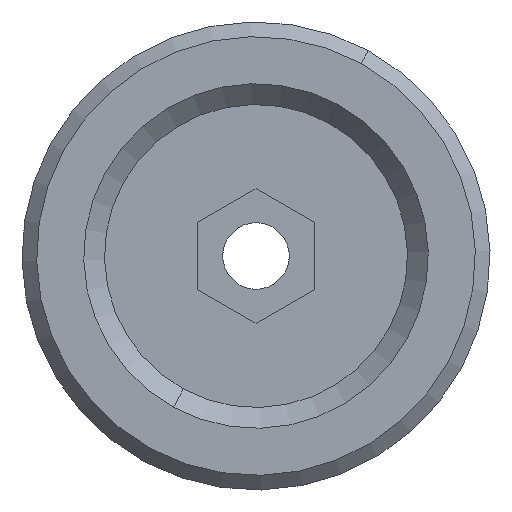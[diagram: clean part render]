
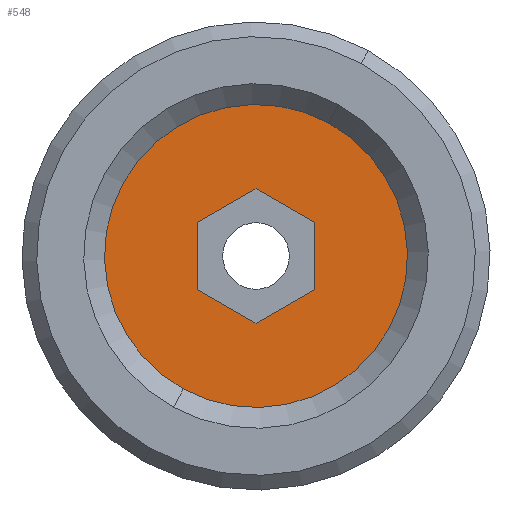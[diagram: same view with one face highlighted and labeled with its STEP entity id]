
A CAD part, front view. The second image highlights one B-rep face of the part: STEP entity #548.
In plain terms, the highlighted planar face has unit normal (0, -1, 0).
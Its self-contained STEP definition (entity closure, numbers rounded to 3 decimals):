
#127=CARTESIAN_POINT('Vertex',(3.491,-6.5,6.39)) ;
#130=CARTESIAN_POINT('Axis2P3D Location',(0.,-6.5,0.)) ;
#134=CARTESIAN_POINT('Vertex',(-3.491,-6.5,-6.39)) ;
#154=CARTESIAN_POINT('Axis2P3D Location',(0.,-6.5,0.)) ;
#489=CARTESIAN_POINT('Axis2P3D Location',(0.,-6.5,7.282)) ;
#498=CARTESIAN_POINT('Line Origine',(-1.4,-6.5,-2.425)) ;
#502=CARTESIAN_POINT('Vertex',(0.,-6.5,-3.233)) ;
#504=CARTESIAN_POINT('Vertex',(-2.8,-6.5,-1.617)) ;
#507=CARTESIAN_POINT('Line Origine',(-2.8,-6.5,0.)) ;
#511=CARTESIAN_POINT('Vertex',(-2.8,-6.5,1.617)) ;
#514=CARTESIAN_POINT('Line Origine',(-1.4,-6.5,2.425)) ;
#518=CARTESIAN_POINT('Vertex',(0.,-6.5,3.233)) ;
#521=CARTESIAN_POINT('Line Origine',(1.4,-6.5,2.425)) ;
#525=CARTESIAN_POINT('Vertex',(2.8,-6.5,1.617)) ;
#528=CARTESIAN_POINT('Line Origine',(2.8,-6.5,0.)) ;
#532=CARTESIAN_POINT('Vertex',(2.8,-6.5,-1.617)) ;
#535=CARTESIAN_POINT('Line Origine',(1.4,-6.5,-2.425)) ;
#131=DIRECTION('Axis2P3D Direction',(0.,-1.,-0.)) ;
#155=DIRECTION('Axis2P3D Direction',(0.,-1.,-0.)) ;
#490=DIRECTION('Axis2P3D Direction',(-0.,1.,0.)) ;
#491=DIRECTION('Axis2P3D XDirection',(1.,0.,0.)) ;
#499=DIRECTION('Vector Direction',(-0.866,0.,0.5)) ;
#508=DIRECTION('Vector Direction',(0.,0.,1.)) ;
#515=DIRECTION('Vector Direction',(0.866,0.,0.5)) ;
#522=DIRECTION('Vector Direction',(0.866,0.,-0.5)) ;
#529=DIRECTION('Vector Direction',(0.,0.,-1.)) ;
#536=DIRECTION('Vector Direction',(-0.866,0.,-0.5)) ;
#132=AXIS2_PLACEMENT_3D('Circle Axis2P3D',#130,#131,$) ;
#156=AXIS2_PLACEMENT_3D('Circle Axis2P3D',#154,#155,$) ;
#492=AXIS2_PLACEMENT_3D('Plane Axis2P3D',#489,#490,#491) ;
#495=ORIENTED_EDGE('',*,*,#136,.F.) ;
#496=ORIENTED_EDGE('',*,*,#158,.F.) ;
#541=ORIENTED_EDGE('',*,*,#506,.T.) ;
#542=ORIENTED_EDGE('',*,*,#513,.T.) ;
#543=ORIENTED_EDGE('',*,*,#520,.T.) ;
#544=ORIENTED_EDGE('',*,*,#527,.T.) ;
#545=ORIENTED_EDGE('',*,*,#534,.T.) ;
#546=ORIENTED_EDGE('',*,*,#539,.T.) ;
#547=FACE_BOUND('',#540,.T.) ;
#500=VECTOR('Line Direction',#499,1.) ;
#509=VECTOR('Line Direction',#508,1.) ;
#516=VECTOR('Line Direction',#515,1.) ;
#523=VECTOR('Line Direction',#522,1.) ;
#530=VECTOR('Line Direction',#529,1.) ;
#537=VECTOR('Line Direction',#536,1.) ;
#548=ADVANCED_FACE('Laufrad d=22,5',(#497,#547),#493,.F.) ;
#133=CIRCLE('generated circle',#132,7.282) ;
#157=CIRCLE('generated circle',#156,7.282) ;
#136=EDGE_CURVE('',#128,#135,#133,.F.) ;
#158=EDGE_CURVE('',#135,#128,#157,.F.) ;
#506=EDGE_CURVE('',#503,#505,#501,.T.) ;
#513=EDGE_CURVE('',#505,#512,#510,.T.) ;
#520=EDGE_CURVE('',#512,#519,#517,.T.) ;
#527=EDGE_CURVE('',#519,#526,#524,.T.) ;
#534=EDGE_CURVE('',#526,#533,#531,.T.) ;
#539=EDGE_CURVE('',#533,#503,#538,.T.) ;
#494=EDGE_LOOP('',(#495,#496)) ;
#540=EDGE_LOOP('',(#541,#542,#543,#544,#545,#546)) ;
#497=FACE_OUTER_BOUND('',#494,.T.) ;
#501=LINE('Line',#498,#500) ;
#510=LINE('Line',#507,#509) ;
#517=LINE('Line',#514,#516) ;
#524=LINE('Line',#521,#523) ;
#531=LINE('Line',#528,#530) ;
#538=LINE('Line',#535,#537) ;
#493=PLANE('Plane',#492) ;
#128=VERTEX_POINT('',#127) ;
#135=VERTEX_POINT('',#134) ;
#503=VERTEX_POINT('',#502) ;
#505=VERTEX_POINT('',#504) ;
#512=VERTEX_POINT('',#511) ;
#519=VERTEX_POINT('',#518) ;
#526=VERTEX_POINT('',#525) ;
#533=VERTEX_POINT('',#532) ;
